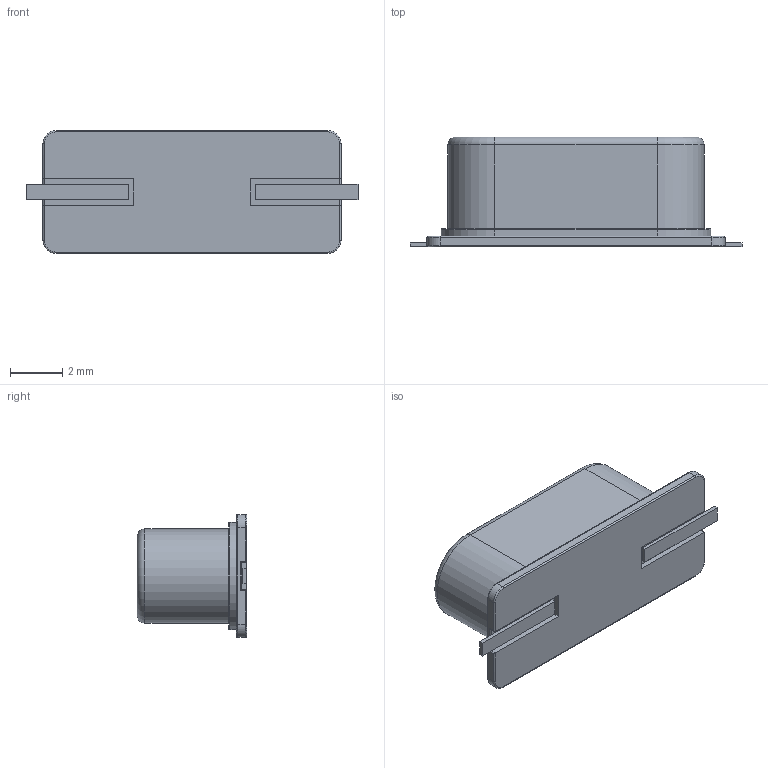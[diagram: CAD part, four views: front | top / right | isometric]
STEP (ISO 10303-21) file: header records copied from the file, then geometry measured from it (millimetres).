
FILE_DESCRIPTION(('FreeCAD Model'),'2;1');
FILE_NAME( 'HC49_US.step', '2017-07-31T12:11:24',('kicad StepUp'),('ksu MCAD'), 'Open CASCADE STEP processor 7.1','FreeCAD','Unknown');
FILE_SCHEMA(('AUTOMOTIVE_DESIGN_CC2 { 1 2 10303 214 -1 1 5 4 }'));
Length unit declared in the file: millimetre
Products named in the file (1): HC49_US
Bounding box: 12.7 x 4.2 x 4.7 mm (x, y, z)
Volume: 145.5 mm3; surface area: 219.7 mm2
Topology: 3 solids, 3 shells, 72 faces, 160 edges, 96 vertices
Faces by surface type: plane 32, cylinder 28, torus 12
Entity records: 2473 total; most frequent: CARTESIAN_POINT 353, DIRECTION 350, ORIENTED_EDGE 320, EDGE_CURVE 160, AXIS2_PLACEMENT_3D 125, LINE 100, VECTOR 100, VERTEX_POINT 96
